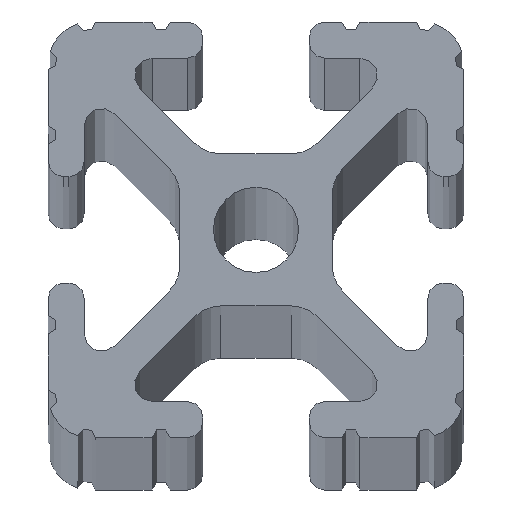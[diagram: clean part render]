
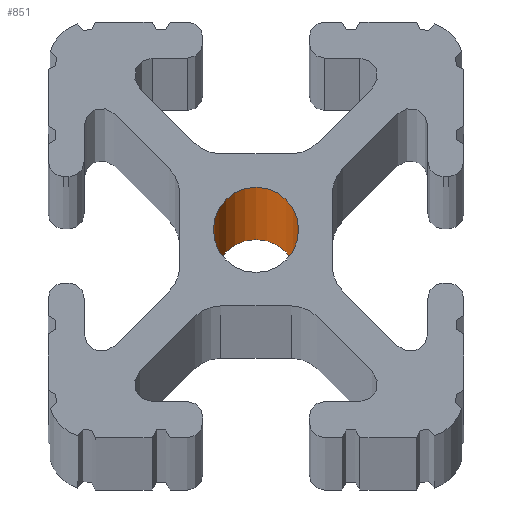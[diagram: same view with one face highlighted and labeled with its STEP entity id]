
A CAD part, top view. The second image highlights one B-rep face of the part: STEP entity #851.
In plain terms, the highlighted cylindrical face has radius 2.603 mm (diameter 5.207 mm), a partial arc.
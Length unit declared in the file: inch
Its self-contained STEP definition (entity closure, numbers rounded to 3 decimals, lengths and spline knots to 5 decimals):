
#64 = CARTESIAN_POINT ( 'NONE',  ( 0., 0., 36. ) ) ;
#251 = AXIS2_PLACEMENT_3D ( 'NONE', #64, #1361, #1630 ) ;
#271 = CARTESIAN_POINT ( 'NONE',  ( 0.1025, 0., 36. ) ) ;
#352 = CARTESIAN_POINT ( 'NONE',  ( -0.1025, 0., 36. ) ) ;
#520 = LINE ( 'NONE', #2652, #1259 ) ;
#605 = ORIENTED_EDGE ( 'NONE', *, *, #2752, .F. ) ;
#762 = VERTEX_POINT ( 'NONE', #352 ) ;
#851 = ADVANCED_FACE ( 'NONE', ( #2204 ), #1738, .F. ) ;
#991 = EDGE_CURVE ( 'NONE', #1503, #1979, #3173, .T. ) ;
#1048 = DIRECTION ( 'NONE',  ( 0., 0., -1. ) ) ;
#1193 = EDGE_CURVE ( 'NONE', #762, #1503, #2502, .T. ) ;
#1218 = DIRECTION ( 'NONE',  ( 0., 0., -1. ) ) ;
#1259 = VECTOR ( 'NONE', #1611, 39.37008 ) ;
#1361 = DIRECTION ( 'NONE',  ( 0., 0., -1. ) ) ;
#1503 = VERTEX_POINT ( 'NONE', #1913 ) ;
#1527 = AXIS2_PLACEMENT_3D ( 'NONE', #2813, #1218, #3356 ) ;
#1611 = DIRECTION ( 'NONE',  ( 0., 0., -1. ) ) ;
#1630 = DIRECTION ( 'NONE',  ( 1., 0., 0. ) ) ;
#1668 = ORIENTED_EDGE ( 'NONE', *, *, #1934, .F. ) ;
#1738 = CYLINDRICAL_SURFACE ( 'NONE', #3159, 0.1025 ) ;
#1913 = CARTESIAN_POINT ( 'NONE',  ( -0.1025, 0., -36. ) ) ;
#1919 = EDGE_LOOP ( 'NONE', ( #605, #1668, #3027, #2399 ) ) ;
#1934 = EDGE_CURVE ( 'NONE', #762, #2770, #3013, .T. ) ;
#1979 = VERTEX_POINT ( 'NONE', #2427 ) ;
#2204 = FACE_OUTER_BOUND ( 'NONE', #1919, .T. ) ;
#2237 = CARTESIAN_POINT ( 'NONE',  ( 0., 0., 36. ) ) ;
#2399 = ORIENTED_EDGE ( 'NONE', *, *, #991, .T. ) ;
#2427 = CARTESIAN_POINT ( 'NONE',  ( 0.1025, 0., -36. ) ) ;
#2471 = DIRECTION ( 'NONE',  ( 0., 0., -1. ) ) ;
#2502 = LINE ( 'NONE', #2655, #2622 ) ;
#2622 = VECTOR ( 'NONE', #1048, 39.37008 ) ;
#2652 = CARTESIAN_POINT ( 'NONE',  ( 0.1025, 0., 36. ) ) ;
#2655 = CARTESIAN_POINT ( 'NONE',  ( -0.1025, 0., 36. ) ) ;
#2752 = EDGE_CURVE ( 'NONE', #2770, #1979, #520, .T. ) ;
#2770 = VERTEX_POINT ( 'NONE', #271 ) ;
#2813 = CARTESIAN_POINT ( 'NONE',  ( 0., 0., -36. ) ) ;
#3013 = CIRCLE ( 'NONE', #251, 0.1025 ) ;
#3027 = ORIENTED_EDGE ( 'NONE', *, *, #1193, .T. ) ;
#3159 = AXIS2_PLACEMENT_3D ( 'NONE', #2237, #2471, #3299 ) ;
#3173 = CIRCLE ( 'NONE', #1527, 0.1025 ) ;
#3299 = DIRECTION ( 'NONE',  ( -1., 0., 0. ) ) ;
#3356 = DIRECTION ( 'NONE',  ( 1., 0., 0. ) ) ;
